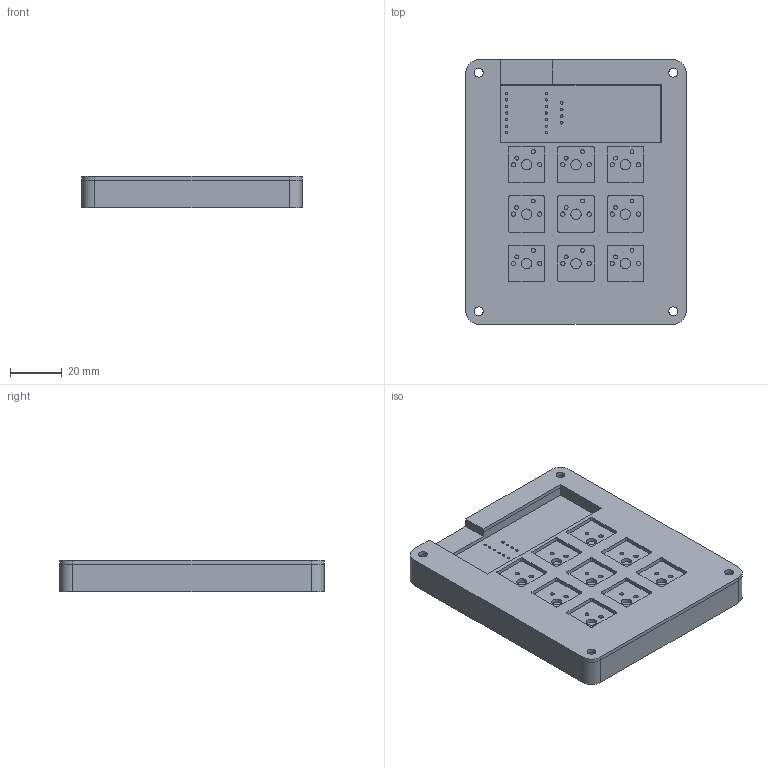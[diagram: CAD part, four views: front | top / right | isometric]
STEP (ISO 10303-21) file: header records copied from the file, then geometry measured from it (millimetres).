
FILE_DESCRIPTION(/* description */ (''),/* implementation_level */ '2;1');
FILE_NAME(/* name */ 'macropad.step',/* time_stamp */ '2025-12-21T14:43:57+01:00',/* author */ (''),/* organization */ (''),/* preprocessor_version */ 'ST-DEVELOPER v20.1',/* originating_system */ 'Autodesk Translation Framework v14.21.0.0',/* authorisation */ '');
FILE_SCHEMA (('AUTOMOTIVE_DESIGN { 1 0 10303 214 3 1 1 }'));
Length unit declared in the file: millimetre
Products named in the file (4): macropad_casepcb; bottom; top; macropad_PCB
Assembly tree (3 placements, depth 2):
  macropad_casepcb
    bottom
    top
    macropad_PCB
Bounding box: 85 x 102 x 12 mm (x, y, z)
Volume: 64480.7 mm3; surface area: 47400.5 mm2
Topology: 3 solids, 3 shells, 645 faces, 1794 edges, 1196 vertices
Faces by surface type: plane 263, bspline 259, cylinder 123
Full cylindrical faces by diameter (mm): 0.889 x14, 1 x4, 1.5 x18, 1.7 x18, 3 x2, 3.4 x8, 4 x9, 5 x2, 6 x4
Entity records: 23488 total; most frequent: CARTESIAN_POINT 8045, ORIENTED_EDGE 3588, DIRECTION 2308, EDGE_CURVE 1794, VERTEX_POINT 1196, LINE 1030, VECTOR 1030, EDGE_LOOP 846
